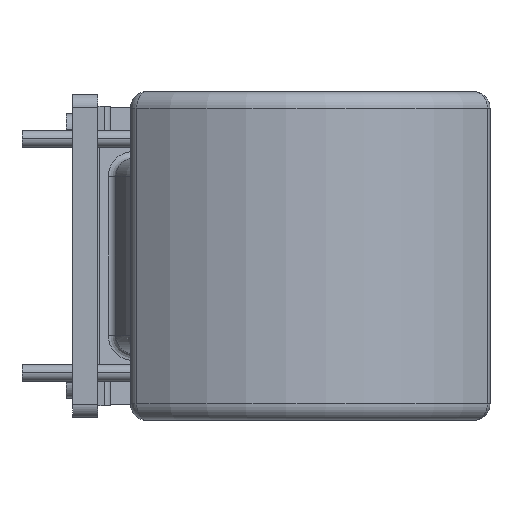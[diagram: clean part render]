
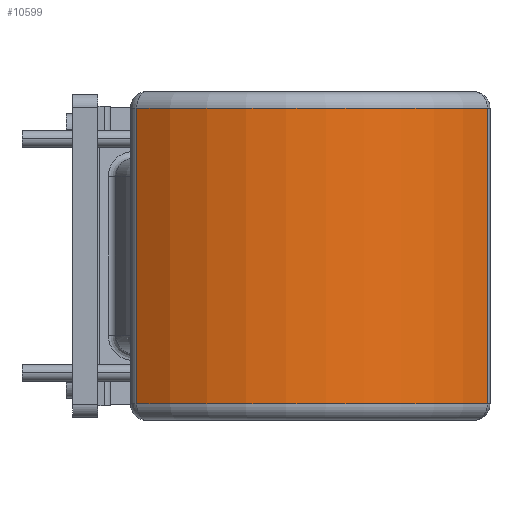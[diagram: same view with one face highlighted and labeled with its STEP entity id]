
A CAD part, left-side view. The second image highlights one B-rep face of the part: STEP entity #10599.
In plain terms, the highlighted cylindrical face has radius 18.996 mm (diameter 37.992 mm), a partial arc.
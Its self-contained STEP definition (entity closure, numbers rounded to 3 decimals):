
#158 = CARTESIAN_POINT ( 'NONE',  ( -8.918, -16.048, 20.65 ) ) ;
#328 = VECTOR ( 'NONE', #22314, 1000. ) ;
#407 = VECTOR ( 'NONE', #13364, 1000. ) ;
#869 = DIRECTION ( 'NONE',  ( 0., 0., 1. ) ) ;
#1185 = CIRCLE ( 'NONE', #14970, 18.996 ) ;
#1992 = VERTEX_POINT ( 'NONE', #25868 ) ;
#4219 = CARTESIAN_POINT ( 'NONE',  ( 1.246, 0., 20.65 ) ) ;
#4768 = ORIENTED_EDGE ( 'NONE', *, *, #8706, .T. ) ;
#4785 = FACE_OUTER_BOUND ( 'NONE', #15746, .T. ) ;
#4883 = LINE ( 'NONE', #158, #407 ) ;
#6289 = VERTEX_POINT ( 'NONE', #12203 ) ;
#6528 = AXIS2_PLACEMENT_3D ( 'NONE', #13791, #869, #9355 ) ;
#7372 = EDGE_CURVE ( 'NONE', #9690, #23836, #13739, .T. ) ;
#8706 = EDGE_CURVE ( 'NONE', #1992, #9690, #1185, .T. ) ;
#9355 = DIRECTION ( 'NONE',  ( 0., -1., 0. ) ) ;
#9690 = VERTEX_POINT ( 'NONE', #25206 ) ;
#10280 = CARTESIAN_POINT ( 'NONE',  ( 1.246, 0., 19.35 ) ) ;
#10599 = ADVANCED_FACE ( 'NONE', ( #4785 ), #23219, .T. ) ;
#12085 = DIRECTION ( 'NONE',  ( 0., -1., 0. ) ) ;
#12203 = CARTESIAN_POINT ( 'NONE',  ( -8.918, -16.048, -4.05 ) ) ;
#12700 = DIRECTION ( 'NONE',  ( 0., 0., -1. ) ) ;
#13364 = DIRECTION ( 'NONE',  ( 0., 0., -1. ) ) ;
#13574 = ORIENTED_EDGE ( 'NONE', *, *, #20751, .T. ) ;
#13739 = LINE ( 'NONE', #17892, #328 ) ;
#13791 = CARTESIAN_POINT ( 'NONE',  ( 1.246, 0., -4.05 ) ) ;
#14970 = AXIS2_PLACEMENT_3D ( 'NONE', #10280, #22629, #12085 ) ;
#15746 = EDGE_LOOP ( 'NONE', ( #16087, #13574, #24723, #4768 ) ) ;
#16087 = ORIENTED_EDGE ( 'NONE', *, *, #7372, .T. ) ;
#17892 = CARTESIAN_POINT ( 'NONE',  ( -13.739, 11.674, 20.65 ) ) ;
#20751 = EDGE_CURVE ( 'NONE', #23836, #6289, #21130, .T. ) ;
#21130 = CIRCLE ( 'NONE', #6528, 18.996 ) ;
#21497 = AXIS2_PLACEMENT_3D ( 'NONE', #4219, #12700, #25523 ) ;
#22314 = DIRECTION ( 'NONE',  ( 0., 0., -1. ) ) ;
#22629 = DIRECTION ( 'NONE',  ( 0., 0., -1. ) ) ;
#23219 = CYLINDRICAL_SURFACE ( 'NONE', #21497, 18.996 ) ;
#23466 = CARTESIAN_POINT ( 'NONE',  ( -13.739, 11.674, -4.05 ) ) ;
#23836 = VERTEX_POINT ( 'NONE', #23466 ) ;
#24723 = ORIENTED_EDGE ( 'NONE', *, *, #27362, .F. ) ;
#25206 = CARTESIAN_POINT ( 'NONE',  ( -13.739, 11.674, 19.35 ) ) ;
#25523 = DIRECTION ( 'NONE',  ( 0., 1., 0. ) ) ;
#25868 = CARTESIAN_POINT ( 'NONE',  ( -8.918, -16.048, 19.35 ) ) ;
#27362 = EDGE_CURVE ( 'NONE', #1992, #6289, #4883, .T. ) ;
